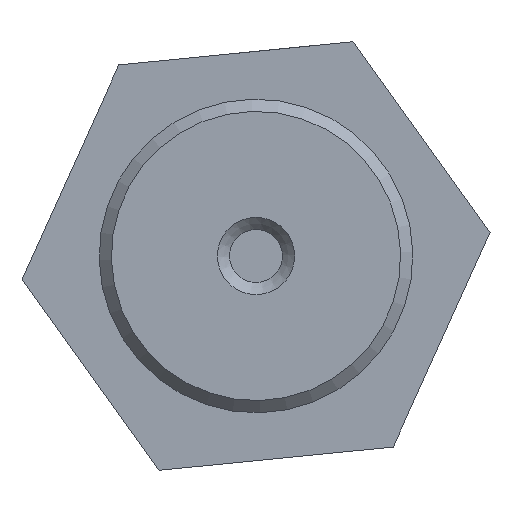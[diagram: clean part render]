
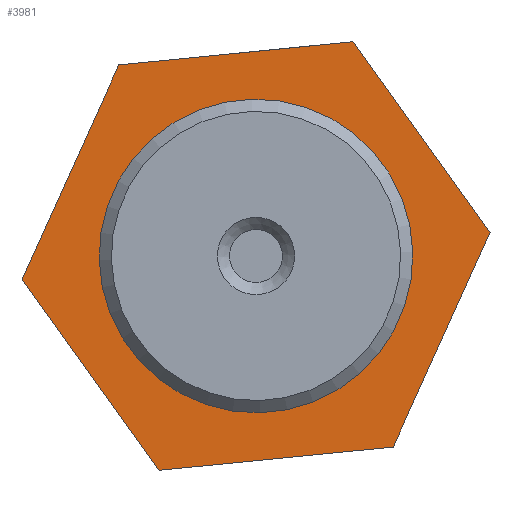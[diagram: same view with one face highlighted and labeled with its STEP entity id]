
A CAD part, left-side view. The second image highlights one B-rep face of the part: STEP entity #3981.
In plain terms, the highlighted face is planar.
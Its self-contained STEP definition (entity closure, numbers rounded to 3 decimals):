
#3891=CARTESIAN_POINT('',(-4.691,0.,0.0));
#3892=VERTEX_POINT('',#3891);
#3893=CARTESIAN_POINT('',(0.0,0.0,0.0));
#3894=DIRECTION('',(0.0,0.0,-1.0));
#3895=DIRECTION('',(1.0,0.0,0.0));
#3896=AXIS2_PLACEMENT_3D('',#3893,#3894,#3895);
#3897=CIRCLE('',#3896,4.691);
#3898=EDGE_CURVE('',#3892,#3892,#3897,.T.);
#3923=CARTESIAN_POINT('',(0.,0.,0.0));
#3924=DIRECTION('',(0.0,0.0,1.0));
#3925=DIRECTION('',(1.0,0.0,0.0));
#3926=AXIS2_PLACEMENT_3D('',#3923,#3924,#3925);
#3927=PLANE('',#3926);
#3928=CARTESIAN_POINT('',(0.,7.332,0.0));
#3929=VERTEX_POINT('',#3928);
#3930=CARTESIAN_POINT('',(6.35,3.666,0.0));
#3931=VERTEX_POINT('',#3930);
#3932=CARTESIAN_POINT('',(0.,7.332,0.0));
#3933=DIRECTION('',(0.866,-0.5,0.0));
#3934=VECTOR('',#3933,7.332);
#3935=LINE('',#3932,#3934);
#3936=EDGE_CURVE('',#3929,#3931,#3935,.T.);
#3937=ORIENTED_EDGE('',*,*,#3936,.T.);
#3938=CARTESIAN_POINT('',(6.35,-3.666,0.0));
#3939=VERTEX_POINT('',#3938);
#3940=CARTESIAN_POINT('',(6.35,3.666,0.0));
#3941=DIRECTION('',(0.0,-1.0,0.0));
#3942=VECTOR('',#3941,7.332);
#3943=LINE('',#3940,#3942);
#3944=EDGE_CURVE('',#3931,#3939,#3943,.T.);
#3945=ORIENTED_EDGE('',*,*,#3944,.T.);
#3946=CARTESIAN_POINT('',(0.,-7.332,0.0));
#3947=VERTEX_POINT('',#3946);
#3948=CARTESIAN_POINT('',(6.35,-3.666,0.0));
#3949=DIRECTION('',(-0.866,-0.5,0.0));
#3950=VECTOR('',#3949,7.332);
#3951=LINE('',#3948,#3950);
#3952=EDGE_CURVE('',#3939,#3947,#3951,.T.);
#3953=ORIENTED_EDGE('',*,*,#3952,.T.);
#3954=CARTESIAN_POINT('',(-6.35,-3.666,0.0));
#3955=VERTEX_POINT('',#3954);
#3956=CARTESIAN_POINT('',(0.,-7.332,0.0));
#3957=DIRECTION('',(-0.866,0.5,0.0));
#3958=VECTOR('',#3957,7.332);
#3959=LINE('',#3956,#3958);
#3960=EDGE_CURVE('',#3947,#3955,#3959,.T.);
#3961=ORIENTED_EDGE('',*,*,#3960,.T.);
#3962=CARTESIAN_POINT('',(-6.35,3.666,0.0));
#3963=VERTEX_POINT('',#3962);
#3964=CARTESIAN_POINT('',(-6.35,-3.666,0.0));
#3965=DIRECTION('',(0.0,1.0,0.0));
#3966=VECTOR('',#3965,7.332);
#3967=LINE('',#3964,#3966);
#3968=EDGE_CURVE('',#3955,#3963,#3967,.T.);
#3969=ORIENTED_EDGE('',*,*,#3968,.T.);
#3970=CARTESIAN_POINT('',(-6.35,3.666,0.0));
#3971=DIRECTION('',(0.866,0.5,0.0));
#3972=VECTOR('',#3971,7.332);
#3973=LINE('',#3970,#3972);
#3974=EDGE_CURVE('',#3963,#3929,#3973,.T.);
#3975=ORIENTED_EDGE('',*,*,#3974,.T.);
#3976=EDGE_LOOP('',(#3937,#3945,#3953,#3961,#3969,#3975));
#3977=FACE_OUTER_BOUND('',#3976,.T.);
#3978=ORIENTED_EDGE('',*,*,#3898,.F.);
#3979=EDGE_LOOP('',(#3978));
#3980=FACE_BOUND('',#3979,.T.);
#3981=ADVANCED_FACE('',(#3977,#3980),#3927,.F.);
